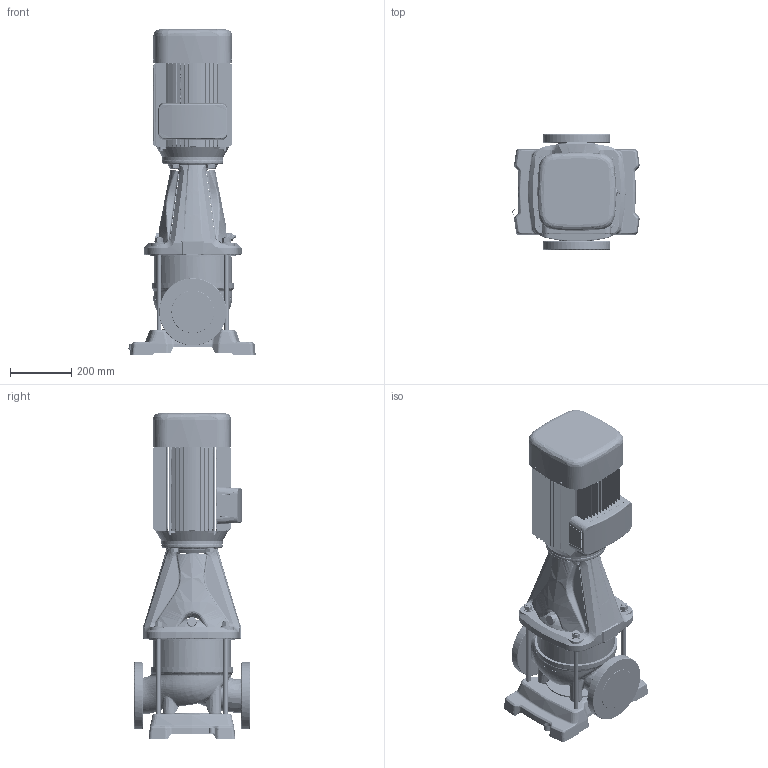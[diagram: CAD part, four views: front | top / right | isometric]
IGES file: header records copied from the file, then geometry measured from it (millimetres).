
Global section: file name: 015P2336 (RMV 95-1F); native system: AutoCAD 2021 — Русский (Russian),62HAutod; preprocessor: esk Translation Framework DWG producer (atf_dwg_producer); organization: unknown; date: 20240704.205423; units: millimetre
Bounding box: 417.06 x 380 x 1065.5 mm (x, y, z)
Volume: 8764680.1 mm3; surface area: 3145007.1 mm2
Topology: 4 solids, 4 shells, 2544 faces, 77931 edges, 77811 vertices
Faces by surface type: bspline 1514, revolution 1030
